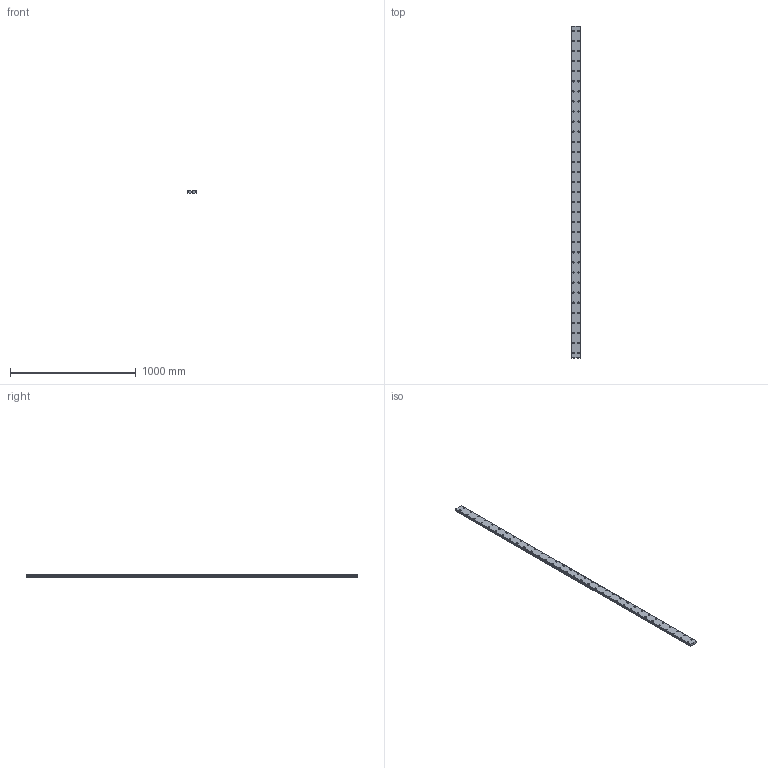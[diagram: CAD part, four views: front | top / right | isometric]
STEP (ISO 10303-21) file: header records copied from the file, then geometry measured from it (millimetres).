
FILE_DESCRIPTION(('STEP AP214'),'1');
FILE_NAME('cctmp_087734A4-FB21-4466-8460-F9D28C72BC8C_2021_03_09_10_12_23_0084..stp','2021-03-09T09:12:23',('HIWIN GmbH'),('CADClick - www.CADClick.com'),'Spatial InterOp 3D',' ','unknown authorization');
FILE_SCHEMA(('AUTOMOTIVE_DESIGN'));
Length unit declared in the file: millimetre
Products named in the file (1): WER35R2640H_FILE
Bounding box: 69 x 2640 x 19 mm (x, y, z)
Volume: 3185807.4 mm3; surface area: 514708.6 mm2
Topology: 1 solids, 1 shells, 697 faces, 1479 edges, 986 vertices
Faces by surface type: cylinder 414, plane 283
Entity records: 24741 total; most frequent: DIRECTION 3703, CARTESIAN_POINT 3163, ORIENTED_EDGE 2958, AXIS2_PLACEMENT_3D 1526, EDGE_CURVE 1479, VERTEX_POINT 986, EDGE_LOOP 899, CIRCLE 828
